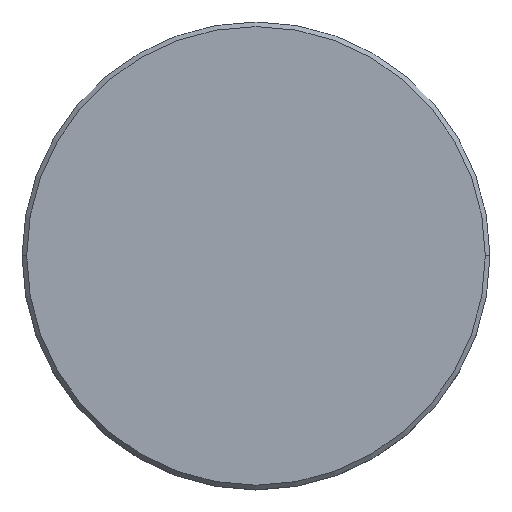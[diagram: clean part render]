
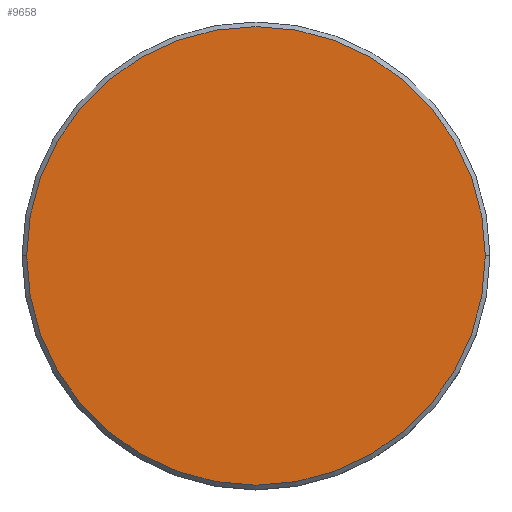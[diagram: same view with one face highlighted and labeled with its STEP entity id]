
A CAD part, top view. The second image highlights one B-rep face of the part: STEP entity #9658.
In plain terms, the highlighted planar face has unit normal (0, 0, 1).
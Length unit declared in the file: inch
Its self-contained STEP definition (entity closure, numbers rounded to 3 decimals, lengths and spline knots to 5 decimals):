
#4595 = DIRECTION ( 'NONE',  ( 1., 0., 0. ) ) ;
#4596 = DIRECTION ( 'NONE',  ( 0., 0., 1. ) ) ;
#4597 = CARTESIAN_POINT ( 'NONE',  ( 0., 0., 0.11811 ) ) ;
#4598 = AXIS2_PLACEMENT_3D ( 'NONE', #4597, #4596, #4595 ) ;
#4599 = PLANE ( 'NONE',  #4598 ) ;
#4706 = FACE_OUTER_BOUND ( 'NONE', #9659, .T. ) ;
#4781 = CIRCLE ( 'NONE', #4941, 0.49016 ) ;
#4851 = DIRECTION ( 'NONE',  ( 1., 0., 0. ) ) ;
#4852 = DIRECTION ( 'NONE',  ( 0., 0., 1. ) ) ;
#4853 = AXIS2_PLACEMENT_3D ( 'NONE', #4857, #4852, #4851 ) ;
#4854 = CIRCLE ( 'NONE', #4853, 0.49016 ) ;
#4857 = CARTESIAN_POINT ( 'NONE',  ( 0., 0., 0.11811 ) ) ;
#4936 = CARTESIAN_POINT ( 'NONE',  ( -0.49016, 0., 0.11811 ) ) ;
#4937 = CARTESIAN_POINT ( 'NONE',  ( 0.49016, 0., 0.11811 ) ) ;
#4938 = DIRECTION ( 'NONE',  ( 1., 0., 0. ) ) ;
#4939 = DIRECTION ( 'NONE',  ( 0., 0., 1. ) ) ;
#4940 = CARTESIAN_POINT ( 'NONE',  ( 0., 0., 0.11811 ) ) ;
#4941 = AXIS2_PLACEMENT_3D ( 'NONE', #4940, #4939, #4938 ) ;
#9658 = ADVANCED_FACE ( 'NONE', ( #4706 ), #4599, .T. ) ;
#9659 = EDGE_LOOP ( 'NONE', ( #9665, #9667 ) ) ;
#9665 = ORIENTED_EDGE ( 'NONE', *, *, #9666, .T. ) ;
#9666 = EDGE_CURVE ( 'NONE', #9689, #9688, #4854, .T. ) ;
#9667 = ORIENTED_EDGE ( 'NONE', *, *, #9687, .T. ) ;
#9687 = EDGE_CURVE ( 'NONE', #9688, #9689, #4781, .T. ) ;
#9688 = VERTEX_POINT ( 'NONE', #4937 ) ;
#9689 = VERTEX_POINT ( 'NONE', #4936 ) ;
